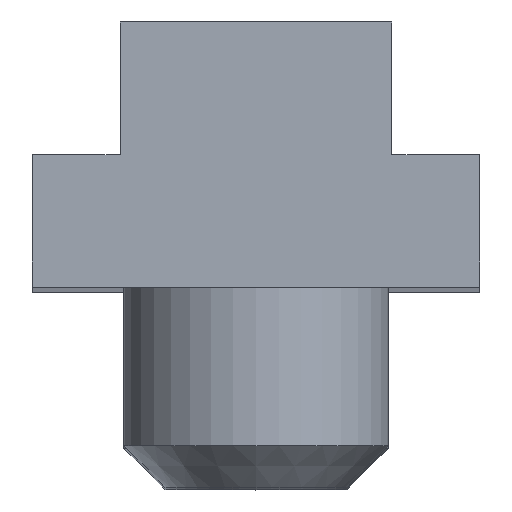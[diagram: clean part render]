
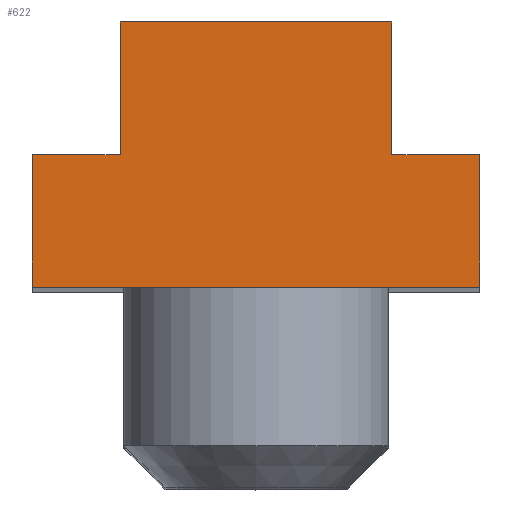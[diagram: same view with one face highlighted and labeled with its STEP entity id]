
A CAD part, top view. The second image highlights one B-rep face of the part: STEP entity #622.
In plain terms, the highlighted planar face has unit normal (0, 0, 1).
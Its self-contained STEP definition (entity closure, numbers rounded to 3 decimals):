
#622=ADVANCED_FACE('',(#678),#679,.F.);
#678=FACE_OUTER_BOUND('',#740,.T.);
#679=PLANE('',#741);
#740=EDGE_LOOP('',(#904,#905,#906,#907,#908,#909,#910,#911));
#741=AXIS2_PLACEMENT_3D('',#912,#913,#914);
#904=ORIENTED_EDGE('',*,*,#999,.F.);
#905=ORIENTED_EDGE('',*,*,#984,.F.);
#906=ORIENTED_EDGE('',*,*,#981,.F.);
#907=ORIENTED_EDGE('',*,*,#974,.F.);
#908=ORIENTED_EDGE('',*,*,#978,.F.);
#909=ORIENTED_EDGE('',*,*,#987,.F.);
#910=ORIENTED_EDGE('',*,*,#1001,.F.);
#911=ORIENTED_EDGE('',*,*,#1002,.F.);
#912=CARTESIAN_POINT('',(-6.75,4.0,45.0));
#913=DIRECTION('',(0.0,0.0,-1.0));
#914=DIRECTION('',(0.0,-1.0,0.0));
#974=EDGE_CURVE('',#1052,#1053,#1054,.T.);
#978=EDGE_CURVE('',#1060,#1052,#1061,.T.);
#981=EDGE_CURVE('',#1053,#1065,#1066,.T.);
#984=EDGE_CURVE('',#1065,#1070,#1071,.T.);
#987=EDGE_CURVE('',#1075,#1060,#1076,.T.);
#999=EDGE_CURVE('',#1070,#1095,#1096,.T.);
#1001=EDGE_CURVE('',#1098,#1075,#1099,.T.);
#1002=EDGE_CURVE('',#1095,#1098,#1100,.T.);
#1052=VERTEX_POINT('',#1208);
#1053=VERTEX_POINT('',#1209);
#1054=LINE('',#1210,#1211);
#1060=VERTEX_POINT('',#1220);
#1061=LINE('',#1221,#1222);
#1065=VERTEX_POINT('',#1228);
#1066=LINE('',#1229,#1230);
#1070=VERTEX_POINT('',#1236);
#1071=LINE('',#1237,#1238);
#1075=VERTEX_POINT('',#1244);
#1076=LINE('',#1245,#1246);
#1095=VERTEX_POINT('',#1274);
#1096=LINE('',#1275,#1276);
#1098=VERTEX_POINT('',#1279);
#1099=LINE('',#1280,#1281);
#1100=LINE('',#1282,#1283);
#1208=CARTESIAN_POINT('',(-4.1,4.0,45.));
#1209=CARTESIAN_POINT('',(4.1,4.0,45.));
#1210=CARTESIAN_POINT('',(-6.75,4.0,45.0));
#1211=VECTOR('',#1324,1.0);
#1220=CARTESIAN_POINT('',(-4.1,0.,45.));
#1221=CARTESIAN_POINT('',(-4.1,4.0,45.0));
#1222=VECTOR('',#1328,1.0);
#1228=CARTESIAN_POINT('',(4.1,0.,45.));
#1229=CARTESIAN_POINT('',(4.1,4.0,45.0));
#1230=VECTOR('',#1331,1.0);
#1236=CARTESIAN_POINT('',(6.75,0.,45.));
#1237=CARTESIAN_POINT('',(-6.75,0.0,45.0));
#1238=VECTOR('',#1334,1.0);
#1244=CARTESIAN_POINT('',(-6.75,0.,45.0));
#1245=CARTESIAN_POINT('',(-6.75,0.0,45.0));
#1246=VECTOR('',#1337,1.0);
#1274=CARTESIAN_POINT('',(6.75,-4.0,45.));
#1275=CARTESIAN_POINT('',(6.75,4.0,45.0));
#1276=VECTOR('',#1353,1.0);
#1279=CARTESIAN_POINT('',(-6.75,-4.0,45.0));
#1280=CARTESIAN_POINT('',(-6.75,-4.0,45.));
#1281=VECTOR('',#1355,1.0);
#1282=CARTESIAN_POINT('',(-6.75,-4.0,45.));
#1283=VECTOR('',#1356,1.0);
#1324=DIRECTION('',(1.0,0.0,0.0));
#1328=DIRECTION('',(0.0,1.0,0.0));
#1331=DIRECTION('',(0.0,-1.0,0.0));
#1334=DIRECTION('',(1.0,0.0,0.0));
#1337=DIRECTION('',(1.0,0.0,0.0));
#1353=DIRECTION('',(0.0,-1.0,0.0));
#1355=DIRECTION('',(0.0,1.0,0.0));
#1356=DIRECTION('',(-1.0,0.0,0.0));
